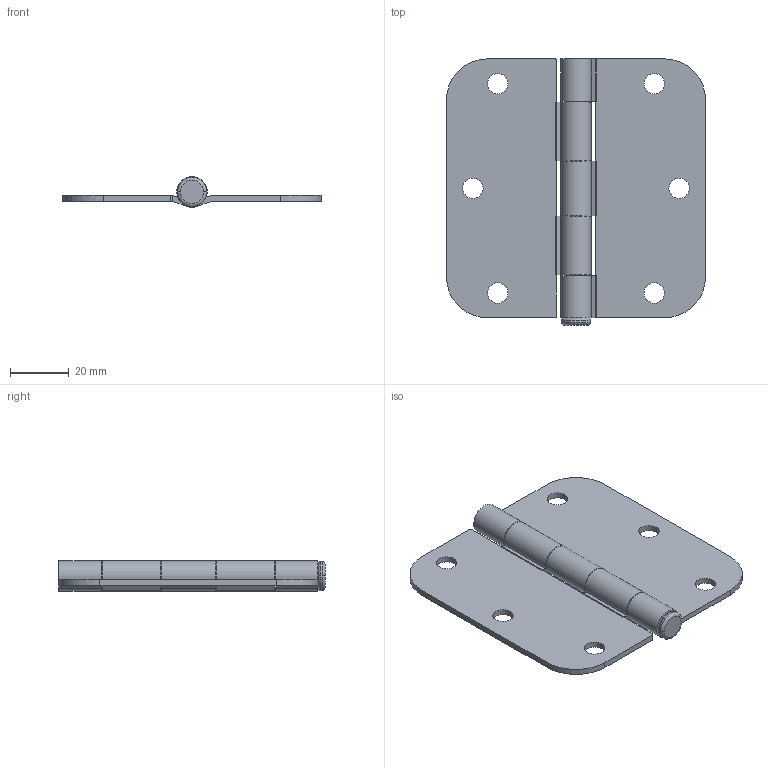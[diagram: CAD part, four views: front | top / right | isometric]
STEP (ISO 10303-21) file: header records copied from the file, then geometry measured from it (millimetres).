
FILE_DESCRIPTION(/* description */ (''),/* implementation_level */ '2;1');
FILE_NAME(/* name */ 'JL017',/* time_stamp */ '2024-09-02T10:26:04+08:00',/* author */ (''),/* organization */ (''),/* preprocessor_version */ 'ST-DEVELOPER v19.2',/* originating_system */ 'Rhino 8.5',/* authorisation */ '');
FILE_SCHEMA (('CONFIG_CONTROL_DESIGN'));
Length unit declared in the file: millimetre
Products named in the file (1): Document
Bounding box: 88.5 x 91 x 10.39 mm (x, y, z)
Volume: 20847.9 mm3; surface area: 21058.9 mm2
Topology: 3 solids, 3 shells, 95 faces, 252 edges, 164 vertices
Faces by surface type: plane 49, cylinder 42, bspline 4
Entity records: 3198 total; most frequent: CARTESIAN_POINT 1134, ORIENTED_EDGE 472, DIRECTION 268, EDGE_CURVE 236, AXIS2_PLACEMENT_3D 174, VERTEX_POINT 156, B_SPLINE_CURVE_WITH_KNOTS 117, EDGE_LOOP 100
